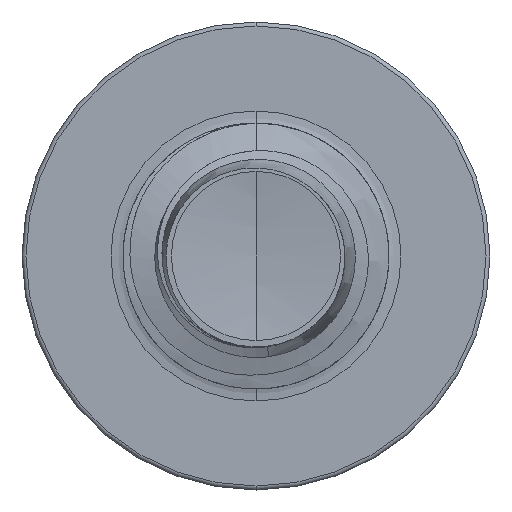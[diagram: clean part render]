
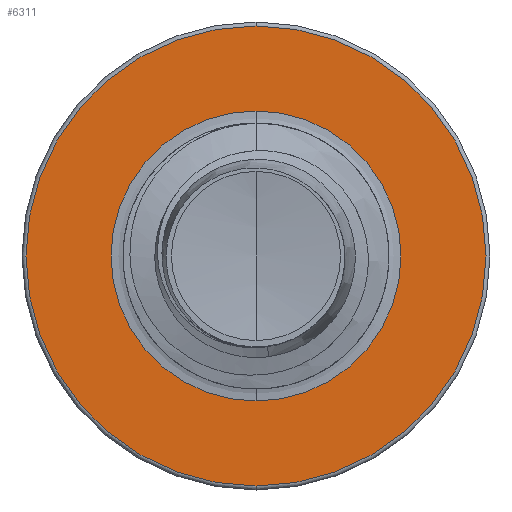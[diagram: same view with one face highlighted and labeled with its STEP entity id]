
A CAD part, front view. The second image highlights one B-rep face of the part: STEP entity #6311.
In plain terms, the highlighted planar face has unit normal (0, -1, 0).
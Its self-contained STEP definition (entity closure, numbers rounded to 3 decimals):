
#356 = AXIS2_PLACEMENT_3D ( 'NONE', #3347, #19420, #9197 ) ;
#605 = CARTESIAN_POINT ( 'NONE',  ( 0., 8., 0. ) ) ;
#1092 = VERTEX_POINT ( 'NONE', #11100 ) ;
#1828 = EDGE_LOOP ( 'NONE', ( #7967, #12711 ) ) ;
#2650 = CIRCLE ( 'NONE', #21099, 1.363 ) ;
#2670 = DIRECTION ( 'NONE',  ( 0., 0., 1. ) ) ;
#3154 = EDGE_CURVE ( 'NONE', #14313, #12783, #21077, .T. ) ;
#3347 = CARTESIAN_POINT ( 'NONE',  ( 0., 8., -1.363 ) ) ;
#3796 = AXIS2_PLACEMENT_3D ( 'NONE', #13073, #13068, #13009 ) ;
#3877 = DIRECTION ( 'NONE',  ( 0., 1., 0. ) ) ;
#6311 = ADVANCED_FACE ( 'NONE', ( #20348, #7198 ), #7373, .F. ) ;
#7198 = FACE_BOUND ( 'NONE', #1828, .T. ) ;
#7373 = PLANE ( 'NONE',  #356 ) ;
#7478 = AXIS2_PLACEMENT_3D ( 'NONE', #9570, #21368, #11356 ) ;
#7967 = ORIENTED_EDGE ( 'NONE', *, *, #3154, .T. ) ;
#7996 = EDGE_CURVE ( 'NONE', #20782, #1092, #9418, .T. ) ;
#9197 = DIRECTION ( 'NONE',  ( 0., 0., 1. ) ) ;
#9418 = CIRCLE ( 'NONE', #7478, 2.163 ) ;
#9570 = CARTESIAN_POINT ( 'NONE',  ( 0., 8., 0. ) ) ;
#10031 = CARTESIAN_POINT ( 'NONE',  ( 0., 8., 1.363 ) ) ;
#10665 = EDGE_CURVE ( 'NONE', #1092, #20782, #14493, .T. ) ;
#11100 = CARTESIAN_POINT ( 'NONE',  ( 0., 8., 2.163 ) ) ;
#11356 = DIRECTION ( 'NONE',  ( 0., 0., 1. ) ) ;
#12126 = ORIENTED_EDGE ( 'NONE', *, *, #10665, .F. ) ;
#12711 = ORIENTED_EDGE ( 'NONE', *, *, #16707, .T. ) ;
#12715 = CARTESIAN_POINT ( 'NONE',  ( 0., 8., -1.363 ) ) ;
#12783 = VERTEX_POINT ( 'NONE', #12715 ) ;
#13009 = DIRECTION ( 'NONE',  ( 0., 0., 1. ) ) ;
#13068 = DIRECTION ( 'NONE',  ( 0., 1., 0. ) ) ;
#13073 = CARTESIAN_POINT ( 'NONE',  ( 0., 8., 0. ) ) ;
#13161 = EDGE_LOOP ( 'NONE', ( #12126, #20999 ) ) ;
#13995 = DIRECTION ( 'NONE',  ( 0., 1., 0. ) ) ;
#14155 = AXIS2_PLACEMENT_3D ( 'NONE', #14980, #3877, #16620 ) ;
#14313 = VERTEX_POINT ( 'NONE', #10031 ) ;
#14493 = CIRCLE ( 'NONE', #14155, 2.163 ) ;
#14980 = CARTESIAN_POINT ( 'NONE',  ( 0., 8., 0. ) ) ;
#16620 = DIRECTION ( 'NONE',  ( 0., 0., 1. ) ) ;
#16707 = EDGE_CURVE ( 'NONE', #12783, #14313, #2650, .T. ) ;
#19420 = DIRECTION ( 'NONE',  ( 0., 1., 0. ) ) ;
#20348 = FACE_OUTER_BOUND ( 'NONE', #13161, .T. ) ;
#20782 = VERTEX_POINT ( 'NONE', #22589 ) ;
#20999 = ORIENTED_EDGE ( 'NONE', *, *, #7996, .F. ) ;
#21077 = CIRCLE ( 'NONE', #3796, 1.363 ) ;
#21099 = AXIS2_PLACEMENT_3D ( 'NONE', #605, #13995, #2670 ) ;
#21368 = DIRECTION ( 'NONE',  ( 0., 1., 0. ) ) ;
#22589 = CARTESIAN_POINT ( 'NONE',  ( 0., 8., -2.162 ) ) ;
